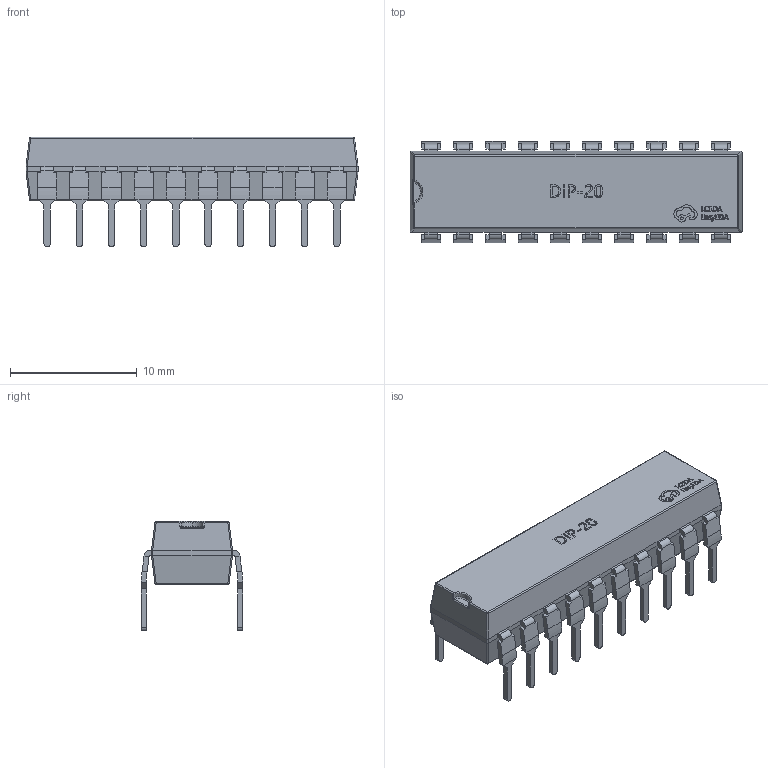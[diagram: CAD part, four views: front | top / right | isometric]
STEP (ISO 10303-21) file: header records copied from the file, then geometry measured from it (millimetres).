
FILE_DESCRIPTION (( 'STEP AP214' ), '1' );
FILE_NAME ('DIP-20_L26.2-W6.4-H5.4-LS7.62-P2.54.step', '2022-06-21T14:01:49', ( '' ), ( '' ), 'SwSTEP 2.0', 'SolidWorks 2020', '' );
FILE_SCHEMA (( 'AUTOMOTIVE_DESIGN' ));
Length unit declared in the file: millimetre
Products named in the file (1): DIP-20_L26.2-W6.4-H5.4-LS7.62-P2.54
Bounding box: 26.2 x 8.02 x 8.64 mm (x, y, z)
Volume: 842.5 mm3; surface area: 955.8 mm2
Topology: 1 solids, 1 shells, 879 faces, 2331 edges, 1489 vertices
Faces by surface type: plane 602, bspline 140, cylinder 124, sphere 10, torus 3
Entity records: 39254 total; most frequent: CARTESIAN_POINT 8912, ORIENTED_EDGE 4662, DIRECTION 3665, EDGE_CURVE 2331, VECTOR 1701, LINE 1701, VERTEX_POINT 1489, AXIS2_PLACEMENT_3D 982
